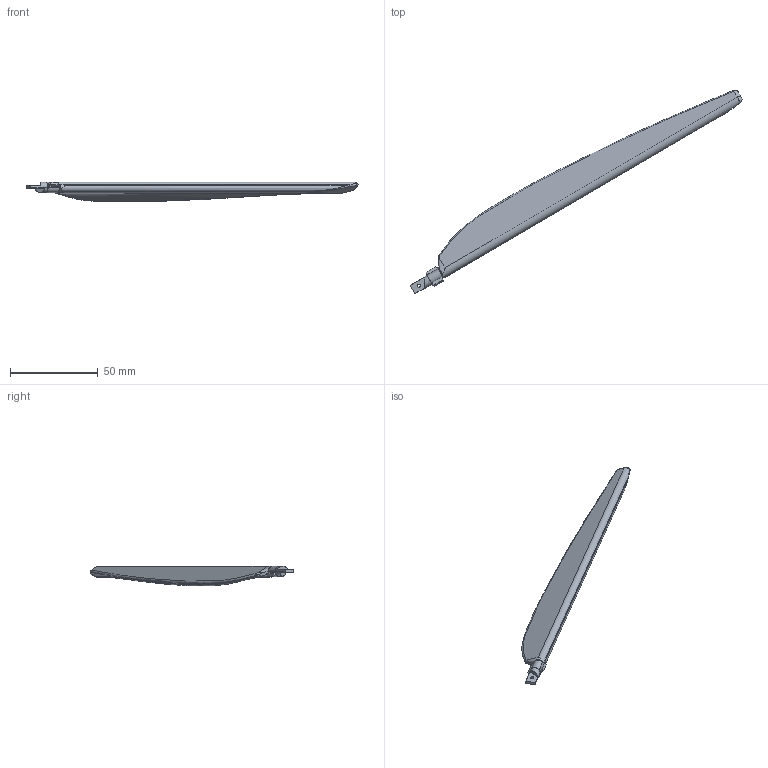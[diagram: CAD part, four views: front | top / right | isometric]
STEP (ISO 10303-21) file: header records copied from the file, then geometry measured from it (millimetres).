
FILE_DESCRIPTION (( 'STEP AP214' ), '1' );
FILE_NAME ('#317-T1860_2 - Blade 1.STEP', '2022-03-16T18:50:47', ( '' ), ( '' ), 'SwSTEP 2.0', 'SolidWorks 2022', '' );
FILE_SCHEMA (( 'AUTOMOTIVE_DESIGN' ));
Length unit declared in the file: inch
Products named in the file (1): #317-T1860_2 - Blade 1
Bounding box: 188.92 x 115.87 x 11.36 mm (x, y, z)
Volume: 13434.5 mm3; surface area: 8551.3 mm2
Topology: 1 solids, 1 shells, 68 faces, 186 edges, 115 vertices
Faces by surface type: bspline 31, plane 22, cylinder 14, torus 1
Entity records: 8223 total; most frequent: CARTESIAN_POINT 6103, ORIENTED_EDGE 360, EDGE_CURVE 180, DIRECTION 167, VERTEX_POINT 115, B_SPLINE_CURVE_WITH_KNOTS 99, EDGE_LOOP 71, FACE_OUTER_BOUND 68
